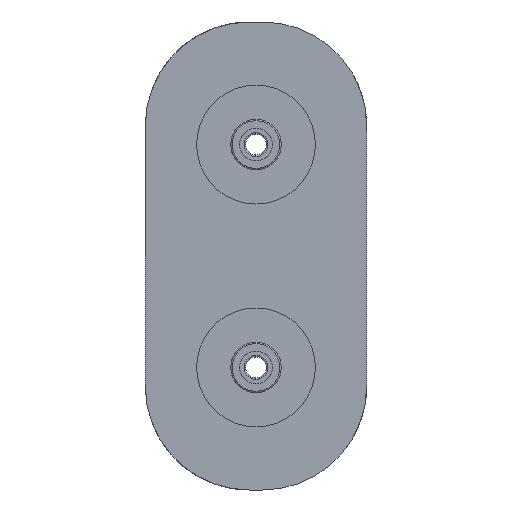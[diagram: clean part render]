
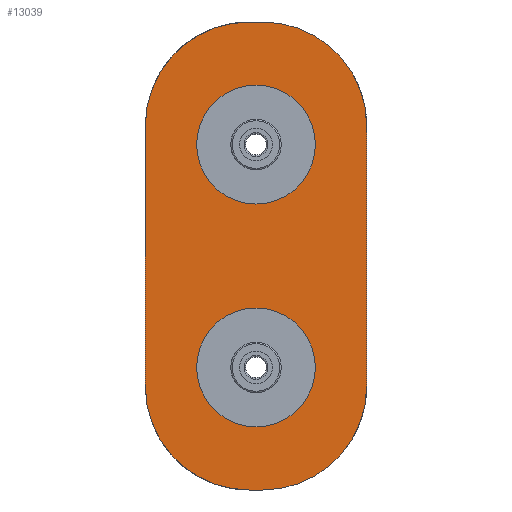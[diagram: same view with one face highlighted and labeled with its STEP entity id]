
A CAD part, left-side view. The second image highlights one B-rep face of the part: STEP entity #13039.
In plain terms, the highlighted planar face has unit normal (-1, 0, 0).
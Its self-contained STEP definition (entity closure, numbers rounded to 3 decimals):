
#48 = CARTESIAN_POINT ( 'NONE',  ( -54.2, 14.9, 8.75 ) ) ;
#138 = ORIENTED_EDGE ( 'NONE', *, *, #8748, .F. ) ;
#265 = CARTESIAN_POINT ( 'NONE',  ( -54.2, 14.9, 8.75 ) ) ;
#266 = LINE ( 'NONE', #1608, #3285 ) ;
#379 = CIRCLE ( 'NONE', #11390, 7. ) ;
#393 = CARTESIAN_POINT ( 'NONE',  ( -54.2, 7.9, 15.75 ) ) ;
#431 = CARTESIAN_POINT ( 'NONE',  ( -54.2, 7., 15.75 ) ) ;
#441 = CIRCLE ( 'NONE', #563, 7. ) ;
#563 = AXIS2_PLACEMENT_3D ( 'NONE', #12862, #3858, #8974 ) ;
#638 = VERTEX_POINT ( 'NONE', #265 ) ;
#741 = LINE ( 'NONE', #13121, #8846 ) ;
#745 = ORIENTED_EDGE ( 'NONE', *, *, #4272, .F. ) ;
#776 = AXIS2_PLACEMENT_3D ( 'NONE', #7535, #3522, #10643 ) ;
#953 = CARTESIAN_POINT ( 'NONE',  ( -54.2, 7., -8.75 ) ) ;
#1044 = VERTEX_POINT ( 'NONE', #7162 ) ;
#1206 = ORIENTED_EDGE ( 'NONE', *, *, #11655, .F. ) ;
#1275 = AXIS2_PLACEMENT_3D ( 'NONE', #3812, #5910, #7983 ) ;
#1301 = ORIENTED_EDGE ( 'NONE', *, *, #11930, .F. ) ;
#1502 = CIRCLE ( 'NONE', #1275, 4. ) ;
#1542 = LINE ( 'NONE', #48, #12220 ) ;
#1606 = CARTESIAN_POINT ( 'NONE',  ( -54.2, 7.9, -15.75 ) ) ;
#1608 = CARTESIAN_POINT ( 'NONE',  ( -54.2, 7., -15.75 ) ) ;
#1642 = VERTEX_POINT ( 'NONE', #9661 ) ;
#1802 = CARTESIAN_POINT ( 'NONE',  ( -54.2, 0., 8.75 ) ) ;
#1829 = VERTEX_POINT ( 'NONE', #11098 ) ;
#1830 = CARTESIAN_POINT ( 'NONE',  ( -54.2, 7.45, 7.5 ) ) ;
#1863 = CIRCLE ( 'NONE', #9834, 7. ) ;
#1864 = CARTESIAN_POINT ( 'NONE',  ( -54.2, 7.9, -8.75 ) ) ;
#2424 = DIRECTION ( 'NONE',  ( 1., 0., 0. ) ) ;
#2463 = VERTEX_POINT ( 'NONE', #1802 ) ;
#2507 = VECTOR ( 'NONE', #4076, 1000. ) ;
#2537 = CARTESIAN_POINT ( 'NONE',  ( -54.2, 7.45, -3.5 ) ) ;
#2559 = EDGE_CURVE ( 'NONE', #10928, #1044, #4409, .T. ) ;
#2728 = EDGE_CURVE ( 'NONE', #6592, #1642, #1863, .T. ) ;
#2855 = DIRECTION ( 'NONE',  ( 0., 0., 1. ) ) ;
#3111 = VERTEX_POINT ( 'NONE', #7522 ) ;
#3285 = VECTOR ( 'NONE', #6727, 1000. ) ;
#3522 = DIRECTION ( 'NONE',  ( -1., 0., 0. ) ) ;
#3570 = FACE_BOUND ( 'NONE', #6076, .T. ) ;
#3812 = CARTESIAN_POINT ( 'NONE',  ( -54.2, 7.45, 7.5 ) ) ;
#3858 = DIRECTION ( 'NONE',  ( 1., 0., 0. ) ) ;
#4076 = DIRECTION ( 'NONE',  ( 0., -1., 0. ) ) ;
#4120 = DIRECTION ( 'NONE',  ( -1., 0., 0. ) ) ;
#4250 = CARTESIAN_POINT ( 'NONE',  ( -54.2, 7.9, -8.75 ) ) ;
#4272 = EDGE_CURVE ( 'NONE', #1829, #4991, #6586, .T. ) ;
#4302 = DIRECTION ( 'NONE',  ( 0., 0., 1. ) ) ;
#4312 = VERTEX_POINT ( 'NONE', #431 ) ;
#4409 = CIRCLE ( 'NONE', #6853, 7. ) ;
#4538 = FACE_BOUND ( 'NONE', #9618, .T. ) ;
#4606 = AXIS2_PLACEMENT_3D ( 'NONE', #1864, #9199, #5165 ) ;
#4957 = CARTESIAN_POINT ( 'NONE',  ( -54.2, 0., -8.75 ) ) ;
#4991 = VERTEX_POINT ( 'NONE', #2537 ) ;
#5165 = DIRECTION ( 'NONE',  ( 0., 0., 1. ) ) ;
#5276 = DIRECTION ( 'NONE',  ( 1., 0., 0. ) ) ;
#5292 = EDGE_CURVE ( 'NONE', #1642, #638, #1542, .T. ) ;
#5325 = ORIENTED_EDGE ( 'NONE', *, *, #2559, .F. ) ;
#5910 = DIRECTION ( 'NONE',  ( -1., 0., 0. ) ) ;
#6040 = EDGE_CURVE ( 'NONE', #8790, #4312, #8716, .T. ) ;
#6042 = ORIENTED_EDGE ( 'NONE', *, *, #7642, .F. ) ;
#6076 = EDGE_LOOP ( 'NONE', ( #138, #10020 ) ) ;
#6119 = DIRECTION ( 'NONE',  ( 1., 0., 0. ) ) ;
#6441 = VERTEX_POINT ( 'NONE', #8502 ) ;
#6586 = CIRCLE ( 'NONE', #776, 4. ) ;
#6592 = VERTEX_POINT ( 'NONE', #1606 ) ;
#6727 = DIRECTION ( 'NONE',  ( 0., 1., 0. ) ) ;
#6853 = AXIS2_PLACEMENT_3D ( 'NONE', #953, #6119, #7399 ) ;
#6993 = DIRECTION ( 'NONE',  ( 0., 0., 1. ) ) ;
#7076 = ORIENTED_EDGE ( 'NONE', *, *, #2728, .F. ) ;
#7162 = CARTESIAN_POINT ( 'NONE',  ( -54.2, 7., -15.75 ) ) ;
#7316 = AXIS2_PLACEMENT_3D ( 'NONE', #10173, #4120, #8205 ) ;
#7399 = DIRECTION ( 'NONE',  ( 0., 0., -1. ) ) ;
#7458 = CARTESIAN_POINT ( 'NONE',  ( -54.2, 7.9, 8.75 ) ) ;
#7522 = CARTESIAN_POINT ( 'NONE',  ( -54.2, 7.45, 11.5 ) ) ;
#7535 = CARTESIAN_POINT ( 'NONE',  ( -54.2, 7.45, -7.5 ) ) ;
#7642 = EDGE_CURVE ( 'NONE', #2463, #10928, #741, .T. ) ;
#7983 = DIRECTION ( 'NONE',  ( 0., 0., 1. ) ) ;
#8080 = CARTESIAN_POINT ( 'NONE',  ( -54.2, 7., 15.75 ) ) ;
#8205 = DIRECTION ( 'NONE',  ( 0., 0., 1. ) ) ;
#8489 = CIRCLE ( 'NONE', #10150, 4. ) ;
#8502 = CARTESIAN_POINT ( 'NONE',  ( -54.2, 7.45, 3.5 ) ) ;
#8716 = LINE ( 'NONE', #8080, #2507 ) ;
#8748 = EDGE_CURVE ( 'NONE', #3111, #6441, #8489, .T. ) ;
#8790 = VERTEX_POINT ( 'NONE', #393 ) ;
#8846 = VECTOR ( 'NONE', #9015, 1000. ) ;
#8936 = DIRECTION ( 'NONE',  ( -1., 0., 0. ) ) ;
#8974 = DIRECTION ( 'NONE',  ( 0., 0., -1. ) ) ;
#9015 = DIRECTION ( 'NONE',  ( 0., 0., -1. ) ) ;
#9199 = DIRECTION ( 'NONE',  ( -1., 0., 0. ) ) ;
#9535 = EDGE_CURVE ( 'NONE', #638, #8790, #379, .T. ) ;
#9618 = EDGE_LOOP ( 'NONE', ( #1206, #745 ) ) ;
#9661 = CARTESIAN_POINT ( 'NONE',  ( -54.2, 14.9, -8.75 ) ) ;
#9834 = AXIS2_PLACEMENT_3D ( 'NONE', #4250, #5276, #12397 ) ;
#10020 = ORIENTED_EDGE ( 'NONE', *, *, #12946, .F. ) ;
#10080 = ORIENTED_EDGE ( 'NONE', *, *, #5292, .F. ) ;
#10150 = AXIS2_PLACEMENT_3D ( 'NONE', #1830, #8936, #2855 ) ;
#10173 = CARTESIAN_POINT ( 'NONE',  ( -54.2, 7.45, -7.5 ) ) ;
#10643 = DIRECTION ( 'NONE',  ( 0., 0., 1. ) ) ;
#10667 = EDGE_LOOP ( 'NONE', ( #7076, #1301, #5325, #6042, #11223, #12678, #12241, #10080 ) ) ;
#10797 = EDGE_CURVE ( 'NONE', #4312, #2463, #441, .T. ) ;
#10928 = VERTEX_POINT ( 'NONE', #4957 ) ;
#11098 = CARTESIAN_POINT ( 'NONE',  ( -54.2, 7.45, -11.5 ) ) ;
#11223 = ORIENTED_EDGE ( 'NONE', *, *, #10797, .F. ) ;
#11379 = FACE_OUTER_BOUND ( 'NONE', #10667, .T. ) ;
#11390 = AXIS2_PLACEMENT_3D ( 'NONE', #7458, #2424, #4302 ) ;
#11574 = CIRCLE ( 'NONE', #7316, 4. ) ;
#11655 = EDGE_CURVE ( 'NONE', #4991, #1829, #11574, .T. ) ;
#11930 = EDGE_CURVE ( 'NONE', #1044, #6592, #266, .T. ) ;
#11965 = PLANE ( 'NONE',  #4606 ) ;
#12220 = VECTOR ( 'NONE', #6993, 1000. ) ;
#12241 = ORIENTED_EDGE ( 'NONE', *, *, #9535, .F. ) ;
#12397 = DIRECTION ( 'NONE',  ( 0., 0., 1. ) ) ;
#12678 = ORIENTED_EDGE ( 'NONE', *, *, #6040, .F. ) ;
#12862 = CARTESIAN_POINT ( 'NONE',  ( -54.2, 7., 8.75 ) ) ;
#12946 = EDGE_CURVE ( 'NONE', #6441, #3111, #1502, .T. ) ;
#13039 = ADVANCED_FACE ( 'NONE', ( #4538, #3570, #11379 ), #11965, .T. ) ;
#13121 = CARTESIAN_POINT ( 'NONE',  ( -54.2, 0., 8.75 ) ) ;
